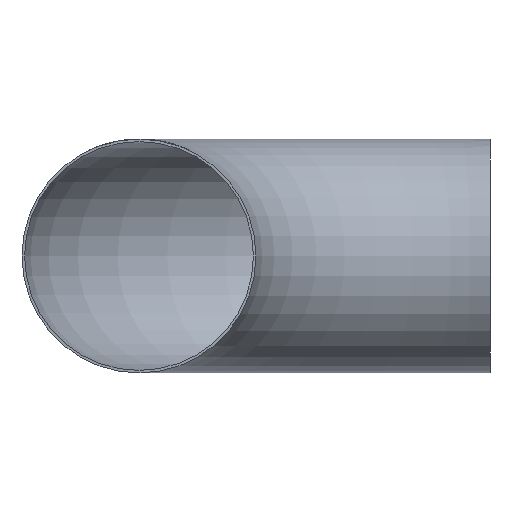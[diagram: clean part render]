
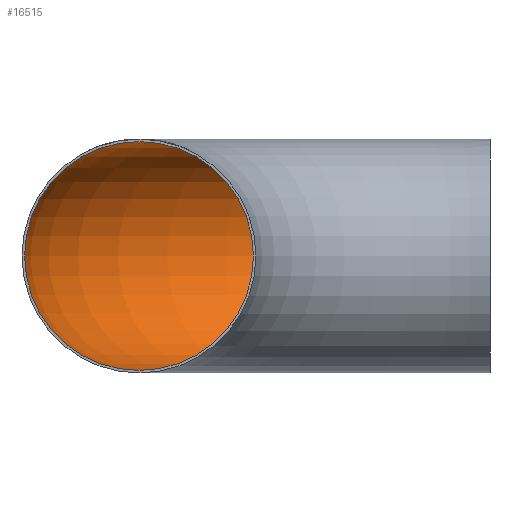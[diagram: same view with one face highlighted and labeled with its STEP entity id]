
A CAD part, front view. The second image highlights one B-rep face of the part: STEP entity #16515.
In plain terms, the highlighted toroidal (fillet/blend) face has major radius 686 mm and minor radius 223.6 mm.
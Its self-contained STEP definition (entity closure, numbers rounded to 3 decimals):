
#22 = EDGE_LOOP ( 'NONE', ( #21196 ) ) ;
#1527 = CARTESIAN_POINT ( 'NONE',  ( 0., 686., 0. ) ) ;
#2162 = FACE_OUTER_BOUND ( 'NONE', #22, .T. ) ;
#2201 = EDGE_CURVE ( 'NONE', #9533, #9533, #18404, .T. ) ;
#2651 = EDGE_LOOP ( 'NONE', ( #9603 ) ) ;
#4341 = AXIS2_PLACEMENT_3D ( 'NONE', #21492, #31494, #9058 ) ;
#4489 = VERTEX_POINT ( 'NONE', #11978 ) ;
#4813 = CARTESIAN_POINT ( 'NONE',  ( -686., 0., 223.6 ) ) ;
#6419 = DIRECTION ( 'NONE',  ( 0., 1., 0. ) ) ;
#8129 = CIRCLE ( 'NONE', #9156, 223.6 ) ;
#9058 = DIRECTION ( 'NONE',  ( 0., 0., 1. ) ) ;
#9156 = AXIS2_PLACEMENT_3D ( 'NONE', #1527, #19770, #6419 ) ;
#9533 = VERTEX_POINT ( 'NONE', #4813 ) ;
#9603 = ORIENTED_EDGE ( 'NONE', *, *, #2201, .F. ) ;
#9816 = DIRECTION ( 'NONE',  ( -1., 0., 0. ) ) ;
#9976 = FACE_OUTER_BOUND ( 'NONE', #2651, .T. ) ;
#11978 = CARTESIAN_POINT ( 'NONE',  ( 0., 909.6, 0. ) ) ;
#16515 = ADVANCED_FACE ( 'NONE', ( #2162, #9976 ), #19119, .F. ) ;
#18404 = CIRCLE ( 'NONE', #4341, 223.6 ) ;
#18951 = EDGE_CURVE ( 'NONE', #4489, #4489, #8129, .T. ) ;
#19119 = TOROIDAL_SURFACE ( 'NONE', #30122, 686., 223.6 ) ;
#19770 = DIRECTION ( 'NONE',  ( 1., 0., 0. ) ) ;
#21196 = ORIENTED_EDGE ( 'NONE', *, *, #18951, .T. ) ;
#21492 = CARTESIAN_POINT ( 'NONE',  ( -686., 0., 0. ) ) ;
#24557 = DIRECTION ( 'NONE',  ( 0., 0., -1. ) ) ;
#29632 = CARTESIAN_POINT ( 'NONE',  ( 0., 0., 0. ) ) ;
#30122 = AXIS2_PLACEMENT_3D ( 'NONE', #29632, #24557, #9816 ) ;
#31494 = DIRECTION ( 'NONE',  ( 0., 1., 0. ) ) ;
